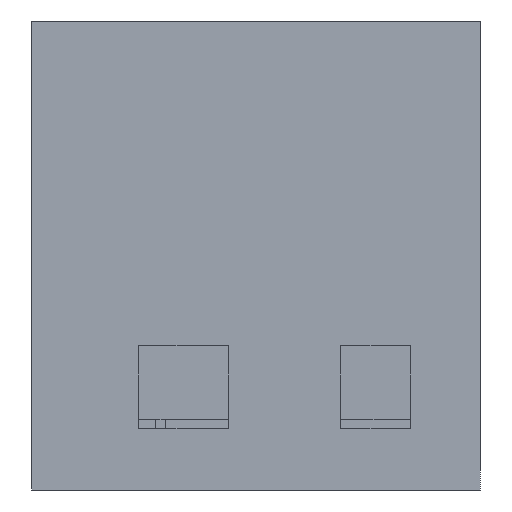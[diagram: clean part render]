
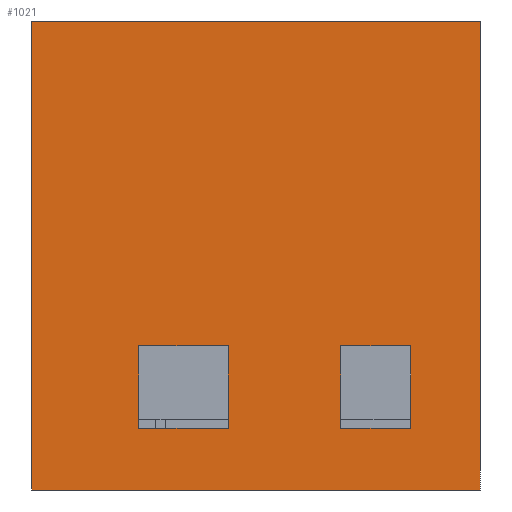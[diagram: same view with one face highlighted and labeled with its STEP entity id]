
A CAD part, left-side view. The second image highlights one B-rep face of the part: STEP entity #1021.
In plain terms, the highlighted planar face has unit normal (-1, 0, 0).
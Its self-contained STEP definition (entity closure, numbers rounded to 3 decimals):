
#767=CARTESIAN_POINT('Line Origine',(0.,35.,73.)) ;
#771=CARTESIAN_POINT('Vertex',(0.,70.,73.)) ;
#773=CARTESIAN_POINT('Vertex',(0.,0.,73.)) ;
#923=CARTESIAN_POINT('Axis2P3D Location',(0.,70.,0.)) ;
#928=CARTESIAN_POINT('Line Origine',(0.,70.,36.5)) ;
#932=CARTESIAN_POINT('Vertex',(0.,70.,0.)) ;
#935=CARTESIAN_POINT('Line Origine',(0.,35.,0.)) ;
#939=CARTESIAN_POINT('Vertex',(0.,0.,0.)) ;
#942=CARTESIAN_POINT('Line Origine',(0.,0.,36.5)) ;
#953=CARTESIAN_POINT('Line Origine',(0.,39.3,16.05)) ;
#957=CARTESIAN_POINT('Vertex',(0.,39.3,9.6)) ;
#959=CARTESIAN_POINT('Vertex',(0.,39.3,22.5)) ;
#962=CARTESIAN_POINT('Line Origine',(0.,46.3,9.6)) ;
#966=CARTESIAN_POINT('Vertex',(0.,53.3,9.6)) ;
#969=CARTESIAN_POINT('Line Origine',(0.,53.3,16.05)) ;
#973=CARTESIAN_POINT('Vertex',(0.,53.3,22.5)) ;
#976=CARTESIAN_POINT('Line Origine',(0.,46.3,22.5)) ;
#987=CARTESIAN_POINT('Line Origine',(0.,10.9,16.05)) ;
#991=CARTESIAN_POINT('Vertex',(0.,10.9,9.6)) ;
#993=CARTESIAN_POINT('Vertex',(0.,10.9,22.5)) ;
#996=CARTESIAN_POINT('Line Origine',(0.,16.35,9.6)) ;
#1000=CARTESIAN_POINT('Vertex',(0.,21.8,9.6)) ;
#1003=CARTESIAN_POINT('Line Origine',(0.,21.8,16.05)) ;
#1007=CARTESIAN_POINT('Vertex',(0.,21.8,22.5)) ;
#1010=CARTESIAN_POINT('Line Origine',(0.,16.35,22.5)) ;
#768=DIRECTION('Vector Direction',(0.,-1.,0.)) ;
#924=DIRECTION('Axis2P3D Direction',(-1.,0.,0.)) ;
#925=DIRECTION('Axis2P3D XDirection',(0.,-1.,0.)) ;
#929=DIRECTION('Vector Direction',(0.,0.,-1.)) ;
#936=DIRECTION('Vector Direction',(0.,-1.,0.)) ;
#943=DIRECTION('Vector Direction',(0.,0.,-1.)) ;
#954=DIRECTION('Vector Direction',(0.,0.,1.)) ;
#963=DIRECTION('Vector Direction',(0.,1.,0.)) ;
#970=DIRECTION('Vector Direction',(0.,0.,-1.)) ;
#977=DIRECTION('Vector Direction',(0.,-1.,0.)) ;
#988=DIRECTION('Vector Direction',(0.,0.,1.)) ;
#997=DIRECTION('Vector Direction',(0.,1.,0.)) ;
#1004=DIRECTION('Vector Direction',(0.,0.,-1.)) ;
#1011=DIRECTION('Vector Direction',(0.,-1.,0.)) ;
#926=AXIS2_PLACEMENT_3D('Plane Axis2P3D',#923,#924,#925) ;
#948=ORIENTED_EDGE('',*,*,#775,.F.) ;
#949=ORIENTED_EDGE('',*,*,#934,.T.) ;
#950=ORIENTED_EDGE('',*,*,#941,.T.) ;
#951=ORIENTED_EDGE('',*,*,#946,.F.) ;
#982=ORIENTED_EDGE('',*,*,#961,.F.) ;
#983=ORIENTED_EDGE('',*,*,#968,.F.) ;
#984=ORIENTED_EDGE('',*,*,#975,.F.) ;
#985=ORIENTED_EDGE('',*,*,#980,.F.) ;
#1016=ORIENTED_EDGE('',*,*,#995,.F.) ;
#1017=ORIENTED_EDGE('',*,*,#1002,.F.) ;
#1018=ORIENTED_EDGE('',*,*,#1009,.F.) ;
#1019=ORIENTED_EDGE('',*,*,#1014,.F.) ;
#986=FACE_BOUND('',#981,.T.) ;
#1020=FACE_BOUND('',#1015,.T.) ;
#769=VECTOR('Line Direction',#768,1.) ;
#930=VECTOR('Line Direction',#929,1.) ;
#937=VECTOR('Line Direction',#936,1.) ;
#944=VECTOR('Line Direction',#943,1.) ;
#955=VECTOR('Line Direction',#954,1.) ;
#964=VECTOR('Line Direction',#963,1.) ;
#971=VECTOR('Line Direction',#970,1.) ;
#978=VECTOR('Line Direction',#977,1.) ;
#989=VECTOR('Line Direction',#988,1.) ;
#998=VECTOR('Line Direction',#997,1.) ;
#1005=VECTOR('Line Direction',#1004,1.) ;
#1012=VECTOR('Line Direction',#1011,1.) ;
#1021=ADVANCED_FACE('Corps principal',(#952,#986,#1020),#927,.T.) ;
#775=EDGE_CURVE('',#772,#774,#770,.T.) ;
#934=EDGE_CURVE('',#772,#933,#931,.T.) ;
#941=EDGE_CURVE('',#933,#940,#938,.T.) ;
#946=EDGE_CURVE('',#774,#940,#945,.T.) ;
#961=EDGE_CURVE('',#958,#960,#956,.T.) ;
#968=EDGE_CURVE('',#967,#958,#965,.F.) ;
#975=EDGE_CURVE('',#974,#967,#972,.T.) ;
#980=EDGE_CURVE('',#960,#974,#979,.F.) ;
#995=EDGE_CURVE('',#992,#994,#990,.T.) ;
#1002=EDGE_CURVE('',#1001,#992,#999,.F.) ;
#1009=EDGE_CURVE('',#1008,#1001,#1006,.T.) ;
#1014=EDGE_CURVE('',#994,#1008,#1013,.F.) ;
#947=EDGE_LOOP('',(#948,#949,#950,#951)) ;
#981=EDGE_LOOP('',(#982,#983,#984,#985)) ;
#1015=EDGE_LOOP('',(#1016,#1017,#1018,#1019)) ;
#952=FACE_OUTER_BOUND('',#947,.T.) ;
#770=LINE('Line',#767,#769) ;
#931=LINE('Line',#928,#930) ;
#938=LINE('Line',#935,#937) ;
#945=LINE('Line',#942,#944) ;
#956=LINE('Line',#953,#955) ;
#965=LINE('Line',#962,#964) ;
#972=LINE('Line',#969,#971) ;
#979=LINE('Line',#976,#978) ;
#990=LINE('Line',#987,#989) ;
#999=LINE('Line',#996,#998) ;
#1006=LINE('Line',#1003,#1005) ;
#1013=LINE('Line',#1010,#1012) ;
#927=PLANE('',#926) ;
#772=VERTEX_POINT('',#771) ;
#774=VERTEX_POINT('',#773) ;
#933=VERTEX_POINT('',#932) ;
#940=VERTEX_POINT('',#939) ;
#958=VERTEX_POINT('',#957) ;
#960=VERTEX_POINT('',#959) ;
#967=VERTEX_POINT('',#966) ;
#974=VERTEX_POINT('',#973) ;
#992=VERTEX_POINT('',#991) ;
#994=VERTEX_POINT('',#993) ;
#1001=VERTEX_POINT('',#1000) ;
#1008=VERTEX_POINT('',#1007) ;
